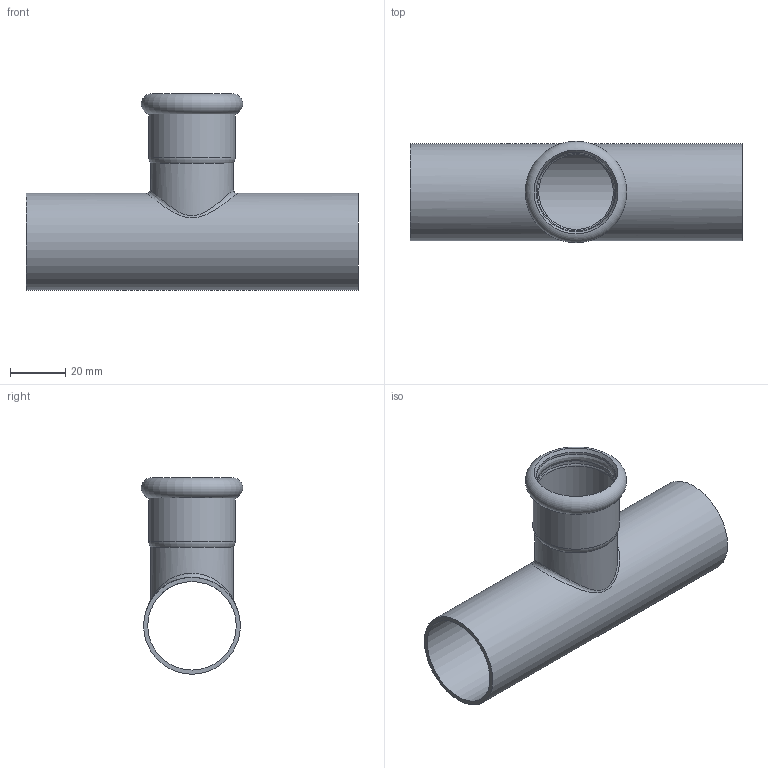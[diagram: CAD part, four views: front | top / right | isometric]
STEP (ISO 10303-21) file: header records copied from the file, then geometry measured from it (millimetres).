
FILE_DESCRIPTION(/* description */ ('Tee ridotto MFM 35x28x35 Inoxpres'),/* implementation_level */ '2;1');
FILE_NAME(/* name */ '188035028_Inoxpres.stp',/* time_stamp */ '2022-10-11T16:56:00+02:00',/* author */ ('Vault'),/* organization */ ('Raccorderie metalliche s.p.a. '),/* preprocessor_version */ 'ST-DEVELOPER v18.1',/* originating_system */ 'Autodesk Inventor 2020',/* authorisation */ 'Raccorderie metalliche s.p.a. ');
FILE_SCHEMA (('AUTOMOTIVE_DESIGN { 1 0 10303 214 3 1 1 }'));
Length unit declared in the file: millimetre
Products named in the file (1): 188035028_Inoxpres
Bounding box: 120 x 36.68 x 71 mm (x, y, z)
Volume: 24796.1 mm3; surface area: 31954.9 mm2
Topology: 1 solids, 1 shells, 18 faces, 60 edges, 42 vertices
Faces by surface type: cylinder 8, torus 5, bspline 2, plane 2, cone 1
Full cylindrical faces by diameter (mm): 27 x1, 28.4 x1, 28.8 x2, 30 x1, 31.4 x1, 32 x1, 35 x1
Entity records: 1108 total; most frequent: CARTESIAN_POINT 501, DIRECTION 125, ORIENTED_EDGE 124, EDGE_CURVE 62, AXIS2_PLACEMENT_3D 56, VERTEX_POINT 44, CIRCLE 39, EDGE_LOOP 20
